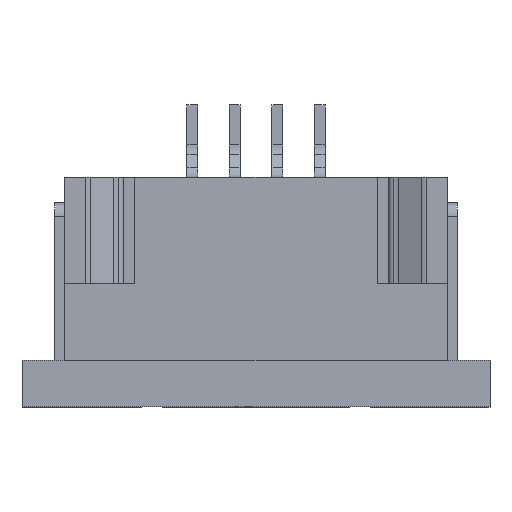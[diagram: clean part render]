
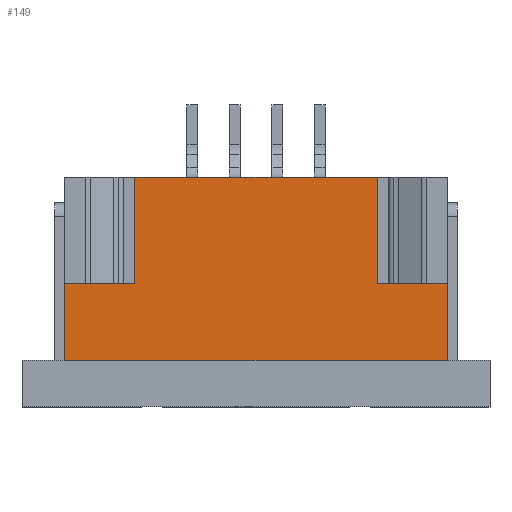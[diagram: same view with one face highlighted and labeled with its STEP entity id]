
A CAD part, top view. The second image highlights one B-rep face of the part: STEP entity #149.
In plain terms, the highlighted planar face has unit normal (0, 0, 1).
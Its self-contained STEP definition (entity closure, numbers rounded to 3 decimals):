
#149=ADVANCED_FACE('',(#546),#547,.F.);
#546=FACE_OUTER_BOUND('',#1286,.T.);
#547=PLANE('',#1287);
#1286=EDGE_LOOP('',(#2243,#2244,#2245,#2246,#2247,#2248,#2249,#2250));
#1287=AXIS2_PLACEMENT_3D('',#2251,#2252,#2253);
#2243=ORIENTED_EDGE('',*,*,#5254,.T.);
#2244=ORIENTED_EDGE('',*,*,#5266,.F.);
#2245=ORIENTED_EDGE('',*,*,#5303,.T.);
#2246=ORIENTED_EDGE('',*,*,#5284,.F.);
#2247=ORIENTED_EDGE('',*,*,#5231,.F.);
#2248=ORIENTED_EDGE('',*,*,#5338,.F.);
#2249=ORIENTED_EDGE('',*,*,#5339,.F.);
#2250=ORIENTED_EDGE('',*,*,#5340,.T.);
#2251=CARTESIAN_POINT('',(4.5,-2.15,1.5));
#2252=DIRECTION('',(0.,0.0,-1.0));
#2253=DIRECTION('',(0.0,-1.0,0.0));
#5231=EDGE_CURVE('',#6342,#6344,#6345,.T.);
#5254=EDGE_CURVE('',#6388,#6386,#6389,.T.);
#5266=EDGE_CURVE('',#6408,#6386,#6410,.T.);
#5284=EDGE_CURVE('',#6344,#6441,#6442,.T.);
#5303=EDGE_CURVE('',#6408,#6441,#6477,.T.);
#5338=EDGE_CURVE('',#6538,#6342,#6540,.T.);
#5339=EDGE_CURVE('',#6541,#6538,#6542,.T.);
#5340=EDGE_CURVE('',#6541,#6388,#6543,.T.);
#6342=VERTEX_POINT('',#8125);
#6344=VERTEX_POINT('',#8128);
#6345=LINE('',#8129,#8130);
#6386=VERTEX_POINT('',#8189);
#6388=VERTEX_POINT('',#8192);
#6389=LINE('',#8193,#8194);
#6408=VERTEX_POINT('',#8219);
#6410=LINE('',#8222,#8223);
#6441=VERTEX_POINT('',#8266);
#6442=LINE('',#8267,#8268);
#6477=LINE('',#8321,#8322);
#6538=VERTEX_POINT('',#8404);
#6540=LINE('',#8407,#8408);
#6541=VERTEX_POINT('',#8409);
#6542=LINE('',#8410,#8411);
#6543=LINE('',#8412,#8413);
#8125=CARTESIAN_POINT('',(-4.5,-0.35,1.5));
#8128=CARTESIAN_POINT('',(-2.85,-0.35,1.5));
#8129=CARTESIAN_POINT('',(-2.85,-0.35,1.5));
#8130=VECTOR('',#10558,1000.0);
#8189=CARTESIAN_POINT('',(2.85,-0.35,1.5));
#8192=CARTESIAN_POINT('',(4.5,-0.35,1.5));
#8193=CARTESIAN_POINT('',(2.85,-0.35,1.5));
#8194=VECTOR('',#10587,1000.0);
#8219=CARTESIAN_POINT('',(2.85,2.15,1.5));
#8222=CARTESIAN_POINT('',(2.85,10.566,1.5));
#8223=VECTOR('',#10607,1000.0);
#8266=CARTESIAN_POINT('',(-2.85,2.15,1.5));
#8267=CARTESIAN_POINT('',(-2.85,-2.15,1.5));
#8268=VECTOR('',#10635,1000.0);
#8321=CARTESIAN_POINT('',(4.5,2.15,1.5));
#8322=VECTOR('',#10654,1000.0);
#8404=CARTESIAN_POINT('',(-4.5,-2.15,1.5));
#8407=CARTESIAN_POINT('',(-4.5,-2.15,1.5));
#8408=VECTOR('',#10713,1000.0);
#8409=CARTESIAN_POINT('',(4.5,-2.15,1.5));
#8410=CARTESIAN_POINT('',(4.5,-2.15,1.5));
#8411=VECTOR('',#10714,1000.0);
#8412=CARTESIAN_POINT('',(4.5,-2.15,1.5));
#8413=VECTOR('',#10715,1000.0);
#10558=DIRECTION('',(1.0,0.0,0.));
#10587=DIRECTION('',(-1.0,0.0,0.));
#10607=DIRECTION('',(0.0,-1.0,0.0));
#10635=DIRECTION('',(0.0,1.0,0.0));
#10654=DIRECTION('',(-1.0,0.0,0.));
#10713=DIRECTION('',(0.0,1.0,0.0));
#10714=DIRECTION('',(-1.0,0.0,0.));
#10715=DIRECTION('',(0.0,1.0,0.0));
